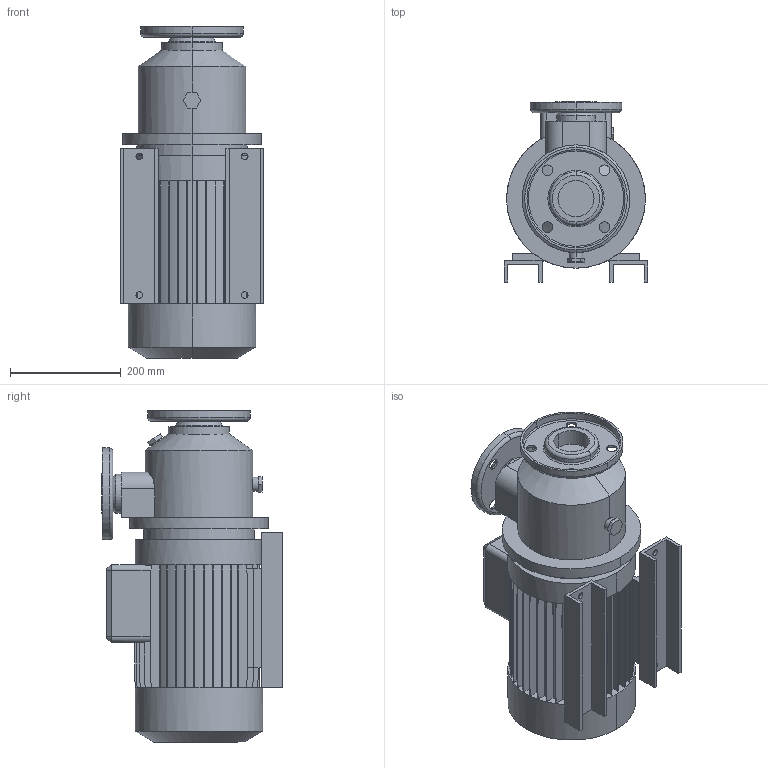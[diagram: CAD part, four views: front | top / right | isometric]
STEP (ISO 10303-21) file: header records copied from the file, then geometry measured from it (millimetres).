
FILE_DESCRIPTION (( 'STEP AP214' ), '1' );
FILE_NAME ('10017486swp01.step', '2024-04-10T14:41:24', ( '' ), ( '' ), 'SwSTEP 2.0', 'SolidWorks 2023', '' );
FILE_SCHEMA (( 'AUTOMOTIVE_DESIGN' ));
Length unit declared in the file: millimetre
Products named in the file (1): 10017486swp01
Bounding box: 258 x 325 x 598.5 mm (x, y, z)
Volume: 21615924 mm3; surface area: 1085522.9 mm2
Topology: 2 solids, 2 shells, 419 faces, 1145 edges, 748 vertices
Faces by surface type: plane 286, cylinder 105, torus 16, cone 12
Entity records: 13557 total; most frequent: CARTESIAN_POINT 2661, ORIENTED_EDGE 2290, DIRECTION 2221, EDGE_CURVE 1145, VECTOR 877, LINE 877, VERTEX_POINT 748, AXIS2_PLACEMENT_3D 672
